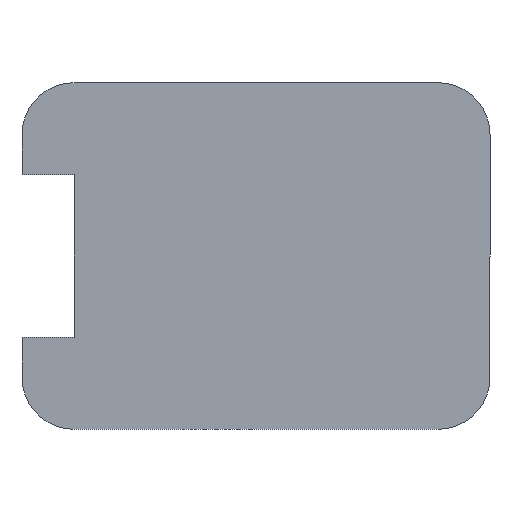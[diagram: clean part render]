
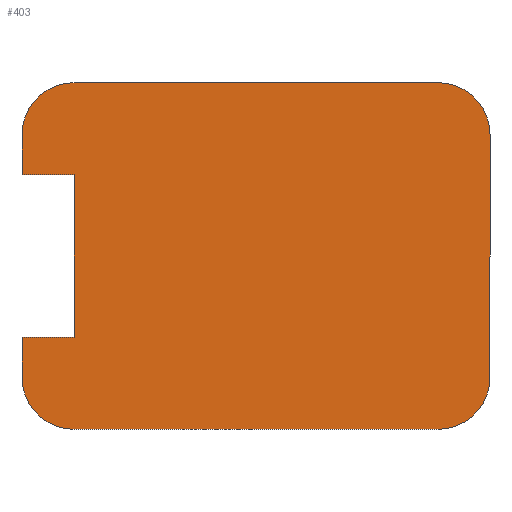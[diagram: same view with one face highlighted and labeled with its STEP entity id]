
A CAD part, front view. The second image highlights one B-rep face of the part: STEP entity #403.
In plain terms, the highlighted planar face has unit normal (0, -1, 0).
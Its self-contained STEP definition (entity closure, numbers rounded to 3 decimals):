
#47 = DIRECTION ( 'NONE',  ( 0., 0., 1. ) ) ;
#67 = CARTESIAN_POINT ( 'NONE',  ( -33.667, 0., 6.722 ) ) ;
#82 = DIRECTION ( 'NONE',  ( 0., -1., 0. ) ) ;
#102 = CARTESIAN_POINT ( 'NONE',  ( 0., 0., 0. ) ) ;
#116 = LINE ( 'NONE', #1557, #119 ) ;
#117 = AXIS2_PLACEMENT_3D ( 'NONE', #1061, #194, #47 ) ;
#119 = VECTOR ( 'NONE', #1432, 1000. ) ;
#145 = DIRECTION ( 'NONE',  ( -1., 0., 0. ) ) ;
#178 = CARTESIAN_POINT ( 'NONE',  ( -34.667, 0., -7.978 ) ) ;
#194 = DIRECTION ( 'NONE',  ( 0., -1., 0. ) ) ;
#231 = CARTESIAN_POINT ( 'NONE',  ( -9.667, 0., -13.278 ) ) ;
#263 = DIRECTION ( 'NONE',  ( 0., 0., -1. ) ) ;
#264 = VERTEX_POINT ( 'NONE', #67 ) ;
#270 = ORIENTED_EDGE ( 'NONE', *, *, #1576, .F. ) ;
#282 = LINE ( 'NONE', #1574, #615 ) ;
#284 = VERTEX_POINT ( 'NONE', #680 ) ;
#328 = CARTESIAN_POINT ( 'NONE',  ( -33.667, 0., -13.278 ) ) ;
#340 = EDGE_CURVE ( 'NONE', #1228, #1677, #282, .T. ) ;
#368 = ORIENTED_EDGE ( 'NONE', *, *, #547, .T. ) ;
#374 = ORIENTED_EDGE ( 'NONE', *, *, #340, .F. ) ;
#380 = CARTESIAN_POINT ( 'NONE',  ( -12.667, 0., 3.722 ) ) ;
#403 = ADVANCED_FACE ( 'NONE', ( #998 ), #419, .F. ) ;
#409 = DIRECTION ( 'NONE',  ( 0., 0., 1. ) ) ;
#415 = LINE ( 'NONE', #231, #1744 ) ;
#419 = PLANE ( 'NONE',  #1873 ) ;
#478 = EDGE_CURVE ( 'NONE', #1832, #1677, #1534, .T. ) ;
#488 = CARTESIAN_POINT ( 'NONE',  ( -36.667, 0., -13.278 ) ) ;
#512 = CARTESIAN_POINT ( 'NONE',  ( -12.667, 0., 6.722 ) ) ;
#526 = CARTESIAN_POINT ( 'NONE',  ( -33.667, 0., 0. ) ) ;
#547 = EDGE_CURVE ( 'NONE', #677, #986, #1476, .T. ) ;
#551 = CARTESIAN_POINT ( 'NONE',  ( -36.667, 0., -7.978 ) ) ;
#555 = AXIS2_PLACEMENT_3D ( 'NONE', #380, #82, #1396 ) ;
#561 = ORIENTED_EDGE ( 'NONE', *, *, #672, .F. ) ;
#594 = EDGE_CURVE ( 'NONE', #1840, #1701, #950, .T. ) ;
#615 = VECTOR ( 'NONE', #145, 1000. ) ;
#646 = CARTESIAN_POINT ( 'NONE',  ( -34.667, 0., 6.722 ) ) ;
#659 = ORIENTED_EDGE ( 'NONE', *, *, #478, .T. ) ;
#672 = EDGE_CURVE ( 'NONE', #1719, #1686, #1094, .T. ) ;
#677 = VERTEX_POINT ( 'NONE', #1367 ) ;
#680 = CARTESIAN_POINT ( 'NONE',  ( -33.667, 0., 1.422 ) ) ;
#742 = VERTEX_POINT ( 'NONE', #865 ) ;
#865 = CARTESIAN_POINT ( 'NONE',  ( -9.667, 0., -10.278 ) ) ;
#914 = CARTESIAN_POINT ( 'NONE',  ( -36.667, 0., 3.722 ) ) ;
#919 = DIRECTION ( 'NONE',  ( -1., 0., 0. ) ) ;
#932 = ORIENTED_EDGE ( 'NONE', *, *, #991, .T. ) ;
#938 = CARTESIAN_POINT ( 'NONE',  ( -36.667, 0., 1.422 ) ) ;
#942 = EDGE_CURVE ( 'NONE', #1832, #986, #116, .T. ) ;
#950 = CIRCLE ( 'NONE', #555, 3. ) ;
#986 = VERTEX_POINT ( 'NONE', #551 ) ;
#991 = EDGE_CURVE ( 'NONE', #284, #677, #1877, .T. ) ;
#998 = FACE_OUTER_BOUND ( 'NONE', #1433, .T. ) ;
#1007 = EDGE_CURVE ( 'NONE', #1840, #742, #415, .T. ) ;
#1061 = CARTESIAN_POINT ( 'NONE',  ( -12.667, 0., -10.278 ) ) ;
#1072 = CIRCLE ( 'NONE', #1105, 3. ) ;
#1076 = VECTOR ( 'NONE', #919, 1000. ) ;
#1094 = LINE ( 'NONE', #488, #1194 ) ;
#1105 = AXIS2_PLACEMENT_3D ( 'NONE', #1743, #1560, #1132 ) ;
#1132 = DIRECTION ( 'NONE',  ( 0., 0., 1. ) ) ;
#1185 = ORIENTED_EDGE ( 'NONE', *, *, #1007, .F. ) ;
#1194 = VECTOR ( 'NONE', #1387, 1000. ) ;
#1201 = CARTESIAN_POINT ( 'NONE',  ( -33.667, 0., -10.278 ) ) ;
#1208 = DIRECTION ( 'NONE',  ( 0., -1., 0. ) ) ;
#1209 = DIRECTION ( 'NONE',  ( 1., 0., 0. ) ) ;
#1221 = EDGE_CURVE ( 'NONE', #1228, #742, #1626, .T. ) ;
#1228 = VERTEX_POINT ( 'NONE', #1374 ) ;
#1244 = ORIENTED_EDGE ( 'NONE', *, *, #594, .T. ) ;
#1258 = LINE ( 'NONE', #646, #1439 ) ;
#1268 = DIRECTION ( 'NONE',  ( 0., 1., 0. ) ) ;
#1271 = CARTESIAN_POINT ( 'NONE',  ( -9.667, 0., 3.722 ) ) ;
#1346 = VECTOR ( 'NONE', #1423, 1000. ) ;
#1367 = CARTESIAN_POINT ( 'NONE',  ( -33.667, 0., -7.978 ) ) ;
#1374 = CARTESIAN_POINT ( 'NONE',  ( -12.667, 0., -13.278 ) ) ;
#1387 = DIRECTION ( 'NONE',  ( 0., 0., 1. ) ) ;
#1396 = DIRECTION ( 'NONE',  ( 0., 0., 1. ) ) ;
#1411 = EDGE_CURVE ( 'NONE', #1719, #284, #1623, .T. ) ;
#1412 = ORIENTED_EDGE ( 'NONE', *, *, #1588, .T. ) ;
#1423 = DIRECTION ( 'NONE',  ( 0., 0., -1. ) ) ;
#1432 = DIRECTION ( 'NONE',  ( 0., 0., 1. ) ) ;
#1433 = EDGE_LOOP ( 'NONE', ( #374, #1854, #1185, #1244, #270, #1412, #561, #1558, #932, #368, #1545, #659 ) ) ;
#1439 = VECTOR ( 'NONE', #1842, 1000. ) ;
#1442 = CARTESIAN_POINT ( 'NONE',  ( -36.667, 0., -10.278 ) ) ;
#1476 = LINE ( 'NONE', #178, #1076 ) ;
#1494 = CARTESIAN_POINT ( 'NONE',  ( 0., 0., 1.422 ) ) ;
#1528 = VECTOR ( 'NONE', #1209, 1000. ) ;
#1534 = CIRCLE ( 'NONE', #1809, 3. ) ;
#1545 = ORIENTED_EDGE ( 'NONE', *, *, #942, .F. ) ;
#1557 = CARTESIAN_POINT ( 'NONE',  ( -36.667, 0., -13.278 ) ) ;
#1558 = ORIENTED_EDGE ( 'NONE', *, *, #1411, .T. ) ;
#1560 = DIRECTION ( 'NONE',  ( 0., -1., 0. ) ) ;
#1574 = CARTESIAN_POINT ( 'NONE',  ( -34.667, 0., -13.278 ) ) ;
#1576 = EDGE_CURVE ( 'NONE', #264, #1701, #1258, .T. ) ;
#1588 = EDGE_CURVE ( 'NONE', #264, #1686, #1072, .T. ) ;
#1623 = LINE ( 'NONE', #1494, #1528 ) ;
#1626 = CIRCLE ( 'NONE', #117, 3. ) ;
#1677 = VERTEX_POINT ( 'NONE', #328 ) ;
#1686 = VERTEX_POINT ( 'NONE', #914 ) ;
#1701 = VERTEX_POINT ( 'NONE', #512 ) ;
#1719 = VERTEX_POINT ( 'NONE', #938 ) ;
#1743 = CARTESIAN_POINT ( 'NONE',  ( -33.667, 0., 3.722 ) ) ;
#1744 = VECTOR ( 'NONE', #263, 1000. ) ;
#1755 = DIRECTION ( 'NONE',  ( 0., 0., 1. ) ) ;
#1809 = AXIS2_PLACEMENT_3D ( 'NONE', #1201, #1208, #1755 ) ;
#1832 = VERTEX_POINT ( 'NONE', #1442 ) ;
#1840 = VERTEX_POINT ( 'NONE', #1271 ) ;
#1842 = DIRECTION ( 'NONE',  ( 1., 0., 0. ) ) ;
#1854 = ORIENTED_EDGE ( 'NONE', *, *, #1221, .T. ) ;
#1873 = AXIS2_PLACEMENT_3D ( 'NONE', #102, #1268, #409 ) ;
#1877 = LINE ( 'NONE', #526, #1346 ) ;
